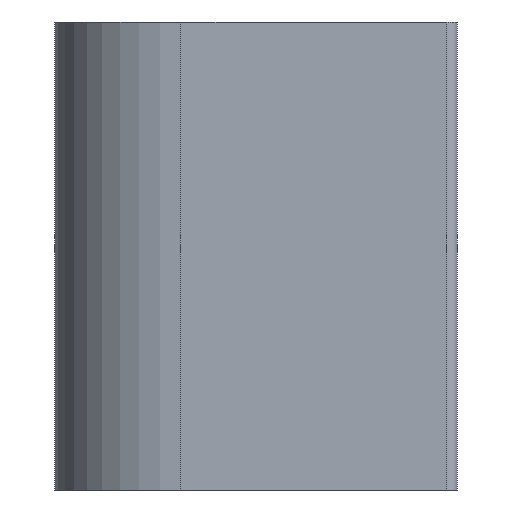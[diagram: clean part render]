
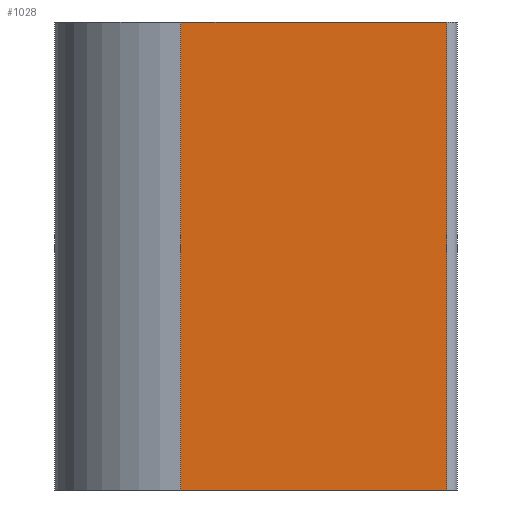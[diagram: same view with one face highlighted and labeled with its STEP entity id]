
A CAD part, left-side view. The second image highlights one B-rep face of the part: STEP entity #1028.
In plain terms, the highlighted planar face has unit normal (-1, 0.018, 0).
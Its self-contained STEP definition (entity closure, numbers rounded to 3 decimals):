
#24=PLANE('',#1103);
#58=LINE('',#1559,#159);
#59=LINE('',#1562,#160);
#60=LINE('',#1564,#161);
#61=LINE('',#1566,#162);
#159=VECTOR('',#1225,1000.);
#160=VECTOR('',#1226,1000.);
#161=VECTOR('',#1227,1000.);
#162=VECTOR('',#1228,1000.);
#320=ORIENTED_EDGE('',*,*,#626,.F.);
#321=ORIENTED_EDGE('',*,*,#627,.F.);
#322=ORIENTED_EDGE('',*,*,#628,.T.);
#323=ORIENTED_EDGE('',*,*,#629,.T.);
#626=EDGE_CURVE('',#778,#779,#58,.T.);
#627=EDGE_CURVE('',#780,#778,#59,.T.);
#628=EDGE_CURVE('',#780,#781,#60,.T.);
#629=EDGE_CURVE('',#781,#779,#61,.T.);
#778=VERTEX_POINT('',#1560);
#779=VERTEX_POINT('',#1561);
#780=VERTEX_POINT('',#1563);
#781=VERTEX_POINT('',#1565);
#880=EDGE_LOOP('',(#320,#321,#322,#323));
#942=FACE_BOUND('',#880,.T.);
#1028=ADVANCED_FACE('',(#942),#24,.T.);
#1103=AXIS2_PLACEMENT_3D('',#1558,#1223,#1224);
#1223=DIRECTION('',(-1.,0.017,0.));
#1224=DIRECTION('',(-0.017,-1.,0.));
#1225=DIRECTION('',(-0.017,-1.,0.));
#1226=DIRECTION('',(0.,0.,1.));
#1227=DIRECTION('',(-0.017,-1.,0.));
#1228=DIRECTION('',(0.,0.,1.));
#1558=CARTESIAN_POINT('',(-9.094,0.318,-32.5));
#1559=CARTESIAN_POINT('',(-9.094,0.318,0.));
#1560=CARTESIAN_POINT('',(-9.094,0.318,0.));
#1561=CARTESIAN_POINT('',(-9.417,-18.144,0.));
#1562=CARTESIAN_POINT('',(-9.094,0.318,-32.5));
#1563=CARTESIAN_POINT('',(-9.094,0.318,-32.5));
#1564=CARTESIAN_POINT('',(-9.094,0.318,-32.5));
#1565=CARTESIAN_POINT('',(-9.417,-18.144,-32.5));
#1566=CARTESIAN_POINT('',(-9.417,-18.144,-32.5));
